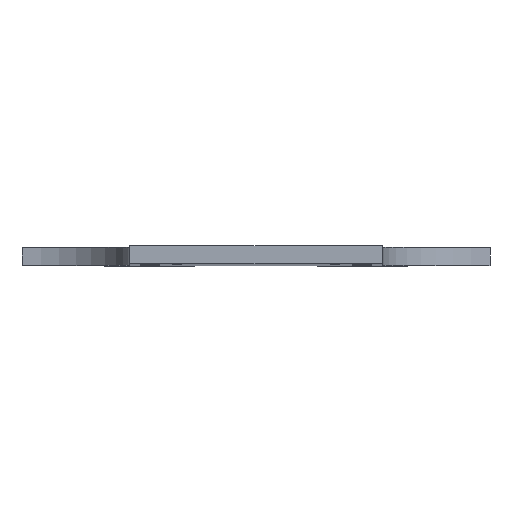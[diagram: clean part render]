
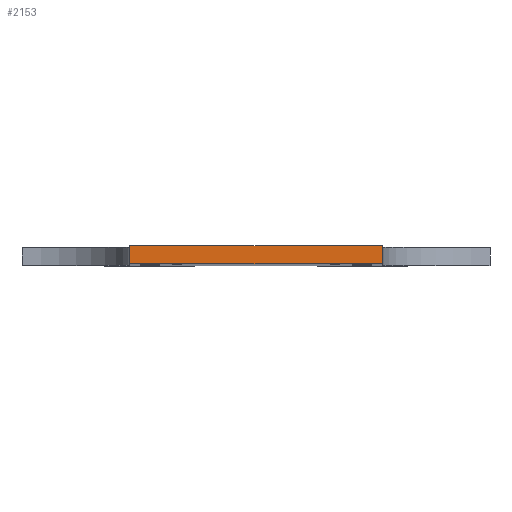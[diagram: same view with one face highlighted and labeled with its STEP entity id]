
A CAD part, top view. The second image highlights one B-rep face of the part: STEP entity #2153.
In plain terms, the highlighted planar face has unit normal (0, 0, 1).
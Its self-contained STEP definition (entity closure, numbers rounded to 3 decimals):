
#217=FACE_OUTER_BOUND('',#339,.T.);
#339=EDGE_LOOP('',(#1857,#1858,#1859,#1860));
#537=LINE('',#3299,#793);
#614=LINE('',#3456,#870);
#615=LINE('',#3459,#871);
#616=LINE('',#3460,#872);
#793=VECTOR('',#2715,10.);
#870=VECTOR('',#2848,10.);
#871=VECTOR('',#2851,10.);
#872=VECTOR('',#2852,10.);
#1021=VERTEX_POINT('',#3296);
#1022=VERTEX_POINT('',#3298);
#1074=VERTEX_POINT('',#3454);
#1075=VERTEX_POINT('',#3458);
#1290=EDGE_CURVE('',#1021,#1022,#537,.T.);
#1369=EDGE_CURVE('',#1021,#1074,#614,.T.);
#1370=EDGE_CURVE('',#1075,#1074,#615,.T.);
#1371=EDGE_CURVE('',#1022,#1075,#616,.T.);
#1857=ORIENTED_EDGE('',*,*,#1290,.F.);
#1858=ORIENTED_EDGE('',*,*,#1369,.T.);
#1859=ORIENTED_EDGE('',*,*,#1370,.F.);
#1860=ORIENTED_EDGE('',*,*,#1371,.F.);
#2052=PLANE('',#2312);
#2153=ADVANCED_FACE('',(#217),#2052,.T.);
#2312=AXIS2_PLACEMENT_3D('',#3457,#2849,#2850);
#2715=DIRECTION('',(-1.,0.,0.));
#2848=DIRECTION('',(0.,1.,0.));
#2849=DIRECTION('center_axis',(0.,0.,1.));
#2850=DIRECTION('ref_axis',(1.,0.,0.));
#2851=DIRECTION('',(1.,0.,0.));
#2852=DIRECTION('',(0.,1.,0.));
#3296=CARTESIAN_POINT('',(35.,70.,163.));
#3298=CARTESIAN_POINT('',(-35.,70.,163.));
#3299=CARTESIAN_POINT('',(35.,70.,163.));
#3454=CARTESIAN_POINT('',(35.,75.,163.));
#3456=CARTESIAN_POINT('',(35.,70.,163.));
#3457=CARTESIAN_POINT('Origin',(-35.,70.,163.));
#3458=CARTESIAN_POINT('',(-35.,75.,163.));
#3459=CARTESIAN_POINT('',(35.,75.,163.));
#3460=CARTESIAN_POINT('',(-35.,70.,163.));
